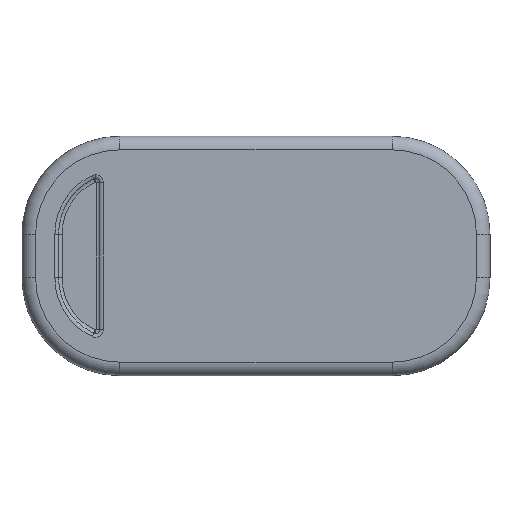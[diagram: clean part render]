
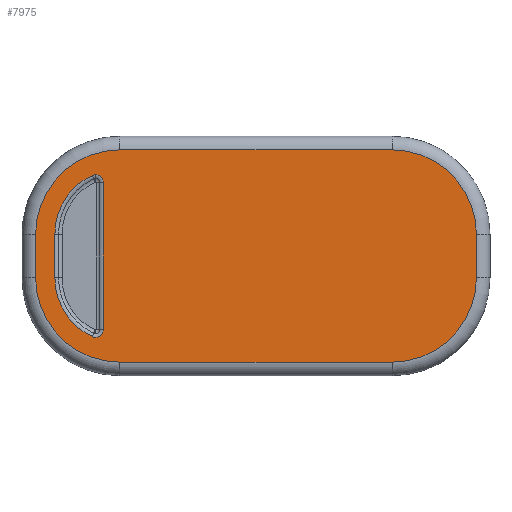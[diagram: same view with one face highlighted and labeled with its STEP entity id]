
A CAD part, front view. The second image highlights one B-rep face of the part: STEP entity #7975.
In plain terms, the highlighted planar face has unit normal (0, -1, 0).
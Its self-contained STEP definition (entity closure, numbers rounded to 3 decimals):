
#50 = AXIS2_PLACEMENT_3D ( 'NONE', #4172, #6521, #9638 ) ;
#98 = EDGE_CURVE ( 'NONE', #6968, #5462, #518, .T. ) ;
#261 = CARTESIAN_POINT ( 'NONE',  ( 20.25, 0., 2. ) ) ;
#289 = VERTEX_POINT ( 'NONE', #5300 ) ;
#317 = DIRECTION ( 'NONE',  ( 0., 0., 1. ) ) ;
#353 = CIRCLE ( 'NONE', #1819, 0.728 ) ;
#387 = VERTEX_POINT ( 'NONE', #4082 ) ;
#423 = CARTESIAN_POINT ( 'NONE',  ( -20.25, 0., 2. ) ) ;
#440 = LINE ( 'NONE', #3461, #7409 ) ;
#468 = AXIS2_PLACEMENT_3D ( 'NONE', #5233, #9045, #7486 ) ;
#488 = DIRECTION ( 'NONE',  ( 0., 0., -1. ) ) ;
#506 = VECTOR ( 'NONE', #7675, 1000. ) ;
#511 = VERTEX_POINT ( 'NONE', #3150 ) ;
#518 = LINE ( 'NONE', #2017, #3320 ) ;
#565 = DIRECTION ( 'NONE',  ( 1., 0., 0. ) ) ;
#581 = EDGE_CURVE ( 'NONE', #9691, #5471, #4442, .T. ) ;
#672 = VECTOR ( 'NONE', #2654, 1000. ) ;
#678 = ORIENTED_EDGE ( 'NONE', *, *, #1797, .T. ) ;
#856 = VERTEX_POINT ( 'NONE', #2045 ) ;
#911 = AXIS2_PLACEMENT_3D ( 'NONE', #7194, #9354, #6333 ) ;
#1003 = ORIENTED_EDGE ( 'NONE', *, *, #8801, .T. ) ;
#1062 = EDGE_CURVE ( 'NONE', #1605, #4230, #5543, .T. ) ;
#1097 = FACE_BOUND ( 'NONE', #5698, .T. ) ;
#1144 = FACE_OUTER_BOUND ( 'NONE', #8396, .T. ) ;
#1198 = CARTESIAN_POINT ( 'NONE',  ( 12.5, 0., 9.75 ) ) ;
#1305 = EDGE_CURVE ( 'NONE', #8175, #289, #9406, .T. ) ;
#1439 = ORIENTED_EDGE ( 'NONE', *, *, #5440, .T. ) ;
#1574 = CARTESIAN_POINT ( 'NONE',  ( -14.75, 0., -6.743 ) ) ;
#1587 = CARTESIAN_POINT ( 'NONE',  ( -20.25, 0., 2. ) ) ;
#1605 = VERTEX_POINT ( 'NONE', #4572 ) ;
#1653 = CARTESIAN_POINT ( 'NONE',  ( 12.5, 0., -9.75 ) ) ;
#1797 = EDGE_CURVE ( 'NONE', #1936, #5892, #3008, .T. ) ;
#1819 = AXIS2_PLACEMENT_3D ( 'NONE', #5685, #3552, #4115 ) ;
#1826 = CARTESIAN_POINT ( 'NONE',  ( -15.062, 0., -7.402 ) ) ;
#1844 = ORIENTED_EDGE ( 'NONE', *, *, #5242, .T. ) ;
#1936 = VERTEX_POINT ( 'NONE', #8439 ) ;
#2017 = CARTESIAN_POINT ( 'NONE',  ( 12.5, 0., -9.75 ) ) ;
#2045 = CARTESIAN_POINT ( 'NONE',  ( 20.25, 0., -2. ) ) ;
#2046 = DIRECTION ( 'NONE',  ( 0., 0., 1. ) ) ;
#2268 = VECTOR ( 'NONE', #6394, 1000. ) ;
#2291 = CARTESIAN_POINT ( 'NONE',  ( -18.478, 0., 2. ) ) ;
#2443 = CIRCLE ( 'NONE', #8867, 7.75 ) ;
#2544 = ORIENTED_EDGE ( 'NONE', *, *, #581, .T. ) ;
#2548 = CARTESIAN_POINT ( 'NONE',  ( -14.75, 0., 6.743 ) ) ;
#2563 = DIRECTION ( 'NONE',  ( 0., 1., 0. ) ) ;
#2654 = DIRECTION ( 'NONE',  ( -1., 0., 0. ) ) ;
#2704 = LINE ( 'NONE', #1198, #672 ) ;
#2962 = DIRECTION ( 'NONE',  ( 0., 0., 1. ) ) ;
#2986 = ORIENTED_EDGE ( 'NONE', *, *, #8225, .T. ) ;
#3008 = CIRCLE ( 'NONE', #9273, 7.75 ) ;
#3150 = CARTESIAN_POINT ( 'NONE',  ( -20.25, 0., -2. ) ) ;
#3320 = VECTOR ( 'NONE', #565, 1000. ) ;
#3403 = ORIENTED_EDGE ( 'NONE', *, *, #98, .T. ) ;
#3461 = CARTESIAN_POINT ( 'NONE',  ( -14.022, 0., 2. ) ) ;
#3551 = CARTESIAN_POINT ( 'NONE',  ( -18.478, 0., -2. ) ) ;
#3552 = DIRECTION ( 'NONE',  ( 0., 1., 0. ) ) ;
#3742 = DIRECTION ( 'NONE',  ( 0., -1., 0. ) ) ;
#3784 = CARTESIAN_POINT ( 'NONE',  ( -14.75, 0., 7.472 ) ) ;
#3934 = VERTEX_POINT ( 'NONE', #3784 ) ;
#4082 = CARTESIAN_POINT ( 'NONE',  ( -14.022, 0., 6.743 ) ) ;
#4115 = DIRECTION ( 'NONE',  ( 0., 0., 1. ) ) ;
#4172 = CARTESIAN_POINT ( 'NONE',  ( 12.5, 0., 2. ) ) ;
#4225 = ORIENTED_EDGE ( 'NONE', *, *, #6321, .T. ) ;
#4230 = VERTEX_POINT ( 'NONE', #6128 ) ;
#4277 = ORIENTED_EDGE ( 'NONE', *, *, #1305, .T. ) ;
#4442 = CIRCLE ( 'NONE', #911, 5.978 ) ;
#4572 = CARTESIAN_POINT ( 'NONE',  ( 20.25, 0., 2. ) ) ;
#4827 = CARTESIAN_POINT ( 'NONE',  ( -12.5, 0., 2. ) ) ;
#4842 = LINE ( 'NONE', #261, #2268 ) ;
#4874 = PLANE ( 'NONE',  #50 ) ;
#4957 = VERTEX_POINT ( 'NONE', #9475 ) ;
#4967 = AXIS2_PLACEMENT_3D ( 'NONE', #2548, #5629, #6420 ) ;
#5018 = ORIENTED_EDGE ( 'NONE', *, *, #6690, .T. ) ;
#5073 = AXIS2_PLACEMENT_3D ( 'NONE', #6848, #2563, #7207 ) ;
#5233 = CARTESIAN_POINT ( 'NONE',  ( 12.5, 0., -2. ) ) ;
#5242 = EDGE_CURVE ( 'NONE', #5462, #856, #5609, .T. ) ;
#5300 = CARTESIAN_POINT ( 'NONE',  ( -15.062, 0., 7.402 ) ) ;
#5440 = EDGE_CURVE ( 'NONE', #3934, #387, #7534, .T. ) ;
#5462 = VERTEX_POINT ( 'NONE', #1653 ) ;
#5471 = VERTEX_POINT ( 'NONE', #3551 ) ;
#5543 = CIRCLE ( 'NONE', #5701, 7.75 ) ;
#5609 = CIRCLE ( 'NONE', #468, 7.75 ) ;
#5629 = DIRECTION ( 'NONE',  ( 0., 1., 0. ) ) ;
#5685 = CARTESIAN_POINT ( 'NONE',  ( -14.75, 0., 6.743 ) ) ;
#5694 = ORIENTED_EDGE ( 'NONE', *, *, #8020, .T. ) ;
#5698 = EDGE_LOOP ( 'NONE', ( #1003, #4277, #5694, #1439, #9439, #6395, #2544 ) ) ;
#5701 = AXIS2_PLACEMENT_3D ( 'NONE', #8616, #8721, #317 ) ;
#5831 = VECTOR ( 'NONE', #2962, 1000. ) ;
#5892 = VERTEX_POINT ( 'NONE', #423 ) ;
#6113 = EDGE_CURVE ( 'NONE', #511, #6968, #2443, .T. ) ;
#6128 = CARTESIAN_POINT ( 'NONE',  ( 12.5, 0., 9.75 ) ) ;
#6321 = EDGE_CURVE ( 'NONE', #856, #1605, #4842, .T. ) ;
#6333 = DIRECTION ( 'NONE',  ( 0., 0., 1. ) ) ;
#6394 = DIRECTION ( 'NONE',  ( 0., 0., 1. ) ) ;
#6395 = ORIENTED_EDGE ( 'NONE', *, *, #7255, .T. ) ;
#6420 = DIRECTION ( 'NONE',  ( 0., 0., 1. ) ) ;
#6521 = DIRECTION ( 'NONE',  ( 0., 1., 0. ) ) ;
#6690 = EDGE_CURVE ( 'NONE', #4230, #1936, #2704, .T. ) ;
#6848 = CARTESIAN_POINT ( 'NONE',  ( -12.5, 0., 2. ) ) ;
#6968 = VERTEX_POINT ( 'NONE', #7930 ) ;
#6978 = ORIENTED_EDGE ( 'NONE', *, *, #1062, .T. ) ;
#7194 = CARTESIAN_POINT ( 'NONE',  ( -12.5, 0., -2. ) ) ;
#7207 = DIRECTION ( 'NONE',  ( 0., 0., 1. ) ) ;
#7255 = EDGE_CURVE ( 'NONE', #4957, #9691, #9670, .T. ) ;
#7409 = VECTOR ( 'NONE', #488, 1000. ) ;
#7477 = ORIENTED_EDGE ( 'NONE', *, *, #6113, .T. ) ;
#7486 = DIRECTION ( 'NONE',  ( 0., 0., 1. ) ) ;
#7534 = CIRCLE ( 'NONE', #4967, 0.728 ) ;
#7675 = DIRECTION ( 'NONE',  ( 0., 0., -1. ) ) ;
#7893 = DIRECTION ( 'NONE',  ( 0., -1., 0. ) ) ;
#7915 = DIRECTION ( 'NONE',  ( 0., 1., 0. ) ) ;
#7930 = CARTESIAN_POINT ( 'NONE',  ( -12.5, 0., -9.75 ) ) ;
#7975 = ADVANCED_FACE ( 'NONE', ( #1097, #1144 ), #4874, .F. ) ;
#8020 = EDGE_CURVE ( 'NONE', #289, #3934, #353, .T. ) ;
#8175 = VERTEX_POINT ( 'NONE', #2291 ) ;
#8225 = EDGE_CURVE ( 'NONE', #5892, #511, #8482, .T. ) ;
#8252 = CARTESIAN_POINT ( 'NONE',  ( -18.478, 0., 2. ) ) ;
#8297 = LINE ( 'NONE', #8252, #5831 ) ;
#8322 = CARTESIAN_POINT ( 'NONE',  ( -12.5, 0., -2. ) ) ;
#8396 = EDGE_LOOP ( 'NONE', ( #5018, #678, #2986, #7477, #3403, #1844, #4225, #6978 ) ) ;
#8439 = CARTESIAN_POINT ( 'NONE',  ( -12.5, 0., 9.75 ) ) ;
#8468 = DIRECTION ( 'NONE',  ( 0., 0., 1. ) ) ;
#8482 = LINE ( 'NONE', #1587, #506 ) ;
#8616 = CARTESIAN_POINT ( 'NONE',  ( 12.5, 0., 2. ) ) ;
#8721 = DIRECTION ( 'NONE',  ( 0., -1., 0. ) ) ;
#8801 = EDGE_CURVE ( 'NONE', #5471, #8175, #8297, .T. ) ;
#8867 = AXIS2_PLACEMENT_3D ( 'NONE', #8322, #3742, #9876 ) ;
#8869 = AXIS2_PLACEMENT_3D ( 'NONE', #1574, #7915, #8468 ) ;
#9011 = EDGE_CURVE ( 'NONE', #387, #4957, #440, .T. ) ;
#9045 = DIRECTION ( 'NONE',  ( 0., -1., 0. ) ) ;
#9273 = AXIS2_PLACEMENT_3D ( 'NONE', #4827, #7893, #2046 ) ;
#9354 = DIRECTION ( 'NONE',  ( 0., 1., 0. ) ) ;
#9406 = CIRCLE ( 'NONE', #5073, 5.978 ) ;
#9439 = ORIENTED_EDGE ( 'NONE', *, *, #9011, .T. ) ;
#9475 = CARTESIAN_POINT ( 'NONE',  ( -14.022, 0., -6.743 ) ) ;
#9638 = DIRECTION ( 'NONE',  ( 0., 0., 1. ) ) ;
#9670 = CIRCLE ( 'NONE', #8869, 0.728 ) ;
#9691 = VERTEX_POINT ( 'NONE', #1826 ) ;
#9876 = DIRECTION ( 'NONE',  ( 0., 0., 1. ) ) ;
